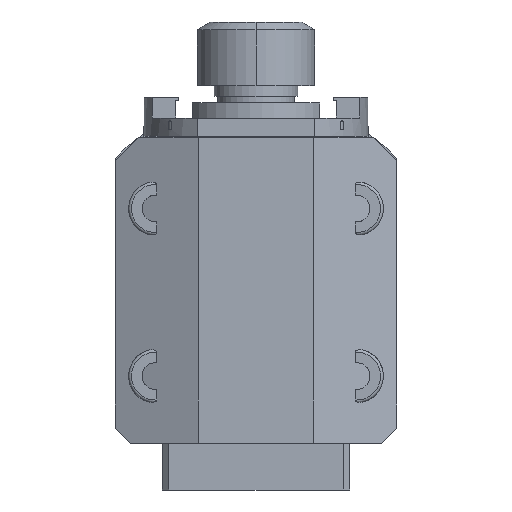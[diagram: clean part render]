
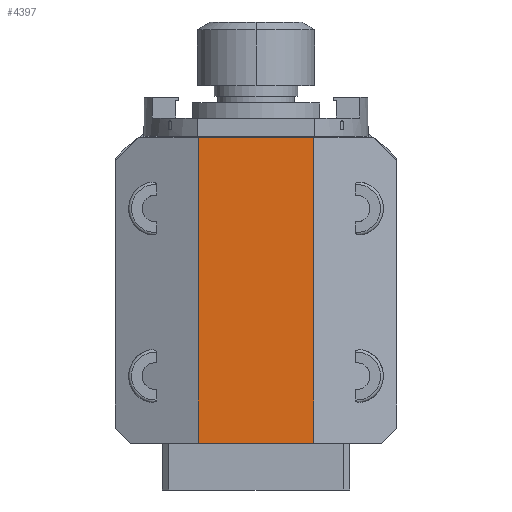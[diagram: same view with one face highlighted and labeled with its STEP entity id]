
A CAD part, left-side view. The second image highlights one B-rep face of the part: STEP entity #4397.
In plain terms, the highlighted planar face has unit normal (-1, 0, 0).
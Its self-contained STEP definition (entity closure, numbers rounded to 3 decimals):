
#646=DIRECTION('',(0.,0.,1.));
#647=VECTOR('',#646,91.2);
#648=CARTESIAN_POINT('',(-104.,17.249,-45.));
#649=LINE('',#648,#647);
#650=DIRECTION('',(0.,-1.,0.));
#651=VECTOR('',#650,34.498);
#652=CARTESIAN_POINT('',(-104.,17.249,46.2));
#653=LINE('',#652,#651);
#654=DIRECTION('',(0.,0.,1.));
#655=VECTOR('',#654,91.2);
#656=CARTESIAN_POINT('',(-104.,-17.249,-45.));
#657=LINE('',#656,#655);
#658=DIRECTION('',(0.,1.,0.));
#659=VECTOR('',#658,34.498);
#660=CARTESIAN_POINT('',(-104.,-17.249,-45.));
#661=LINE('',#660,#659);
#3270=CARTESIAN_POINT('',(-104.,17.249,-45.));
#3271=CARTESIAN_POINT('',(-104.,17.249,46.2));
#3272=VERTEX_POINT('',#3270);
#3273=VERTEX_POINT('',#3271);
#3274=CARTESIAN_POINT('',(-104.,-17.249,-45.));
#3275=CARTESIAN_POINT('',(-104.,-17.249,46.2));
#3276=VERTEX_POINT('',#3274);
#3277=VERTEX_POINT('',#3275);
#4385=CARTESIAN_POINT('',(-104.,0.,0.));
#4386=DIRECTION('',(1.,0.,0.));
#4387=DIRECTION('',(0.,1.,0.));
#4388=AXIS2_PLACEMENT_3D('',#4385,#4386,#4387);
#4389=PLANE('',#4388);
#4390=ORIENTED_EDGE('',*,*,#4339,.T.);
#4391=ORIENTED_EDGE('',*,*,#4102,.T.);
#4393=ORIENTED_EDGE('',*,*,#4392,.F.);
#4394=ORIENTED_EDGE('',*,*,#4253,.T.);
#4395=EDGE_LOOP('',(#4390,#4391,#4393,#4394));
#4396=FACE_OUTER_BOUND('',#4395,.F.);
#4397=ADVANCED_FACE('',(#4396),#4389,.F.);
#4102=EDGE_CURVE('',#3273,#3277,#653,.T.);
#4253=EDGE_CURVE('',#3276,#3272,#661,.T.);
#4339=EDGE_CURVE('',#3272,#3273,#649,.T.);
#4392=EDGE_CURVE('',#3276,#3277,#657,.T.);
